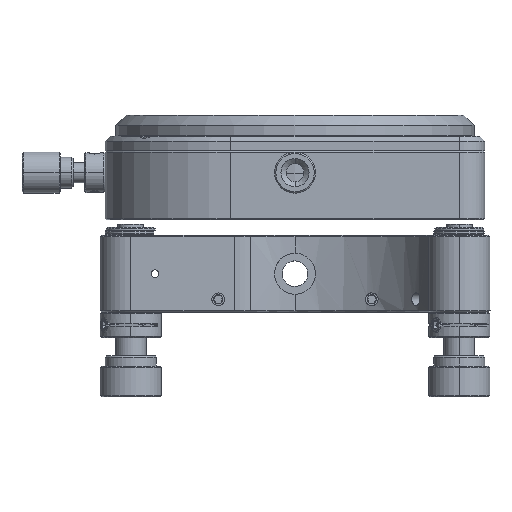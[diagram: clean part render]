
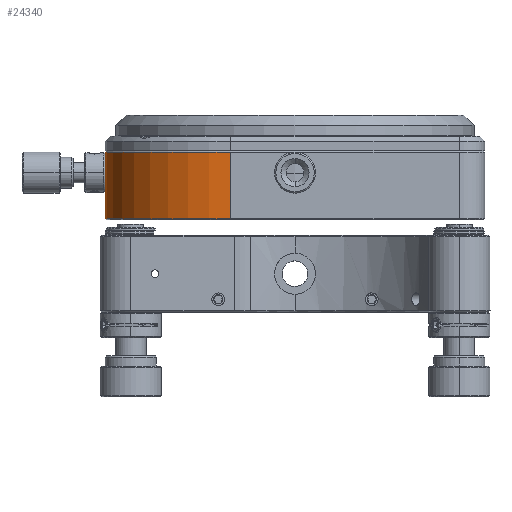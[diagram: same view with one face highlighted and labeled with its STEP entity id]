
A CAD part, left-side view. The second image highlights one B-rep face of the part: STEP entity #24340.
In plain terms, the highlighted cylindrical face has radius 24.5 mm (diameter 49 mm), a partial arc.
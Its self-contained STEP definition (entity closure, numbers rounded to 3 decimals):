
#1277 = DIRECTION ( 'NONE',  ( -1., 0., 0. ) ) ;
#3781 = EDGE_CURVE ( 'NONE', #8835, #21690, #11398, .T. ) ;
#3930 = AXIS2_PLACEMENT_3D ( 'NONE', #30463, #25544, #7517 ) ;
#4422 = CARTESIAN_POINT ( 'NONE',  ( -37.1, 12.6, 24. ) ) ;
#6054 = CARTESIAN_POINT ( 'NONE',  ( -37.1, 12.6, 23.75 ) ) ;
#6841 = DIRECTION ( 'NONE',  ( 0., 0., -1. ) ) ;
#7517 = DIRECTION ( 'NONE',  ( -1., 0., 0. ) ) ;
#7575 = CARTESIAN_POINT ( 'NONE',  ( -12.6, 37.1, 23.75 ) ) ;
#8835 = VERTEX_POINT ( 'NONE', #6054 ) ;
#10551 = CARTESIAN_POINT ( 'NONE',  ( -12.6, 37.1, 10.75 ) ) ;
#10580 = DIRECTION ( 'NONE',  ( 0., 0., -1. ) ) ;
#11398 = CIRCLE ( 'NONE', #30406, 24.5 ) ;
#12180 = DIRECTION ( 'NONE',  ( 0., 0., -1. ) ) ;
#12956 = VECTOR ( 'NONE', #10580, 1000. ) ;
#13779 = AXIS2_PLACEMENT_3D ( 'NONE', #30140, #6841, #27586 ) ;
#14562 = CARTESIAN_POINT ( 'NONE',  ( -12.6, 12.6, 23.75 ) ) ;
#14699 = ORIENTED_EDGE ( 'NONE', *, *, #25567, .T. ) ;
#15145 = DIRECTION ( 'NONE',  ( 0., 0., 1. ) ) ;
#15513 = LINE ( 'NONE', #23492, #12956 ) ;
#15516 = FACE_OUTER_BOUND ( 'NONE', #32020, .T. ) ;
#16655 = CARTESIAN_POINT ( 'NONE',  ( -37.1, 12.6, 10.75 ) ) ;
#17430 = EDGE_CURVE ( 'NONE', #21690, #26929, #15513, .T. ) ;
#21690 = VERTEX_POINT ( 'NONE', #7575 ) ;
#22655 = CYLINDRICAL_SURFACE ( 'NONE', #3930, 24.5 ) ;
#23492 = CARTESIAN_POINT ( 'NONE',  ( -12.6, 37.1, 24. ) ) ;
#24340 = ADVANCED_FACE ( 'NONE', ( #15516 ), #22655, .F. ) ;
#25514 = LINE ( 'NONE', #4422, #31186 ) ;
#25544 = DIRECTION ( 'NONE',  ( 0., 0., -1. ) ) ;
#25567 = EDGE_CURVE ( 'NONE', #30804, #26929, #26816, .T. ) ;
#25766 = ORIENTED_EDGE ( 'NONE', *, *, #17430, .F. ) ;
#26708 = EDGE_CURVE ( 'NONE', #30804, #8835, #25514, .T. ) ;
#26816 = CIRCLE ( 'NONE', #13779, 24.5 ) ;
#26929 = VERTEX_POINT ( 'NONE', #10551 ) ;
#27586 = DIRECTION ( 'NONE',  ( 0., 1., 0. ) ) ;
#30140 = CARTESIAN_POINT ( 'NONE',  ( -12.6, 12.6, 10.75 ) ) ;
#30406 = AXIS2_PLACEMENT_3D ( 'NONE', #14562, #12180, #1277 ) ;
#30463 = CARTESIAN_POINT ( 'NONE',  ( -12.6, 12.6, 24. ) ) ;
#30596 = ORIENTED_EDGE ( 'NONE', *, *, #26708, .F. ) ;
#30804 = VERTEX_POINT ( 'NONE', #16655 ) ;
#31186 = VECTOR ( 'NONE', #15145, 1000. ) ;
#32020 = EDGE_LOOP ( 'NONE', ( #30596, #14699, #25766, #33628 ) ) ;
#33628 = ORIENTED_EDGE ( 'NONE', *, *, #3781, .F. ) ;
